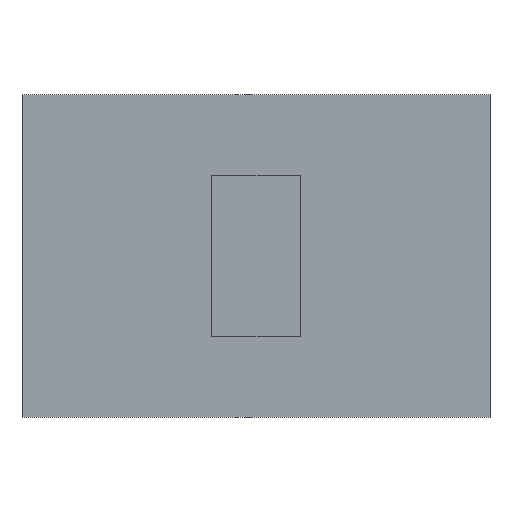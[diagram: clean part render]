
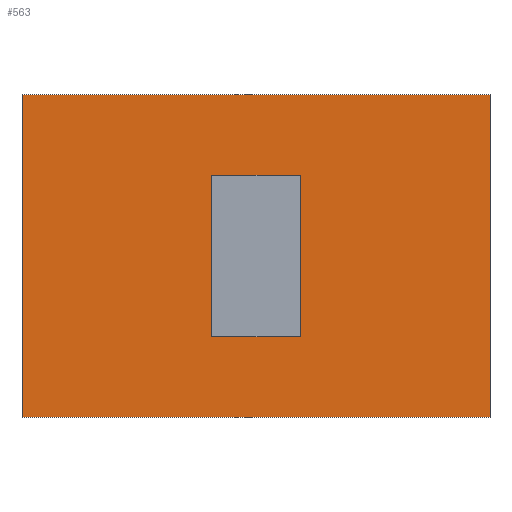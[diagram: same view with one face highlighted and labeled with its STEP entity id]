
A CAD part, front view. The second image highlights one B-rep face of the part: STEP entity #563.
In plain terms, the highlighted planar face has unit normal (0, -1, 0).
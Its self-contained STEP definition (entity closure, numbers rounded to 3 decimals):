
#35 = CARTESIAN_POINT ( 'NONE',  ( 17.25, 0., 5. ) ) ;
#65 = VECTOR ( 'NONE', #1096, 1000. ) ;
#119 = VECTOR ( 'NONE', #522, 1000. ) ;
#151 = VERTEX_POINT ( 'NONE', #982 ) ;
#158 = ORIENTED_EDGE ( 'NONE', *, *, #651, .F. ) ;
#164 = VECTOR ( 'NONE', #442, 1000. ) ;
#165 = CARTESIAN_POINT ( 'NONE',  ( 11.75, 0., 5. ) ) ;
#170 = VECTOR ( 'NONE', #627, 1000. ) ;
#202 = CARTESIAN_POINT ( 'NONE',  ( 29., 0., -10. ) ) ;
#206 = EDGE_CURVE ( 'NONE', #657, #778, #472, .T. ) ;
#224 = AXIS2_PLACEMENT_3D ( 'NONE', #456, #882, #287 ) ;
#233 = CARTESIAN_POINT ( 'NONE',  ( 0., 0., 10. ) ) ;
#248 = LINE ( 'NONE', #432, #170 ) ;
#252 = CARTESIAN_POINT ( 'NONE',  ( 17.25, 0., -5. ) ) ;
#266 = CARTESIAN_POINT ( 'NONE',  ( 11.75, 0., 5. ) ) ;
#268 = FACE_BOUND ( 'NONE', #942, .T. ) ;
#274 = PLANE ( 'NONE',  #224 ) ;
#277 = LINE ( 'NONE', #266, #849 ) ;
#283 = LINE ( 'NONE', #35, #523 ) ;
#287 = DIRECTION ( 'NONE',  ( 0., 0., 1. ) ) ;
#365 = EDGE_LOOP ( 'NONE', ( #596, #1025, #766, #549 ) ) ;
#398 = DIRECTION ( 'NONE',  ( 1., 0., 0. ) ) ;
#407 = EDGE_CURVE ( 'NONE', #455, #589, #604, .T. ) ;
#413 = VERTEX_POINT ( 'NONE', #165 ) ;
#414 = EDGE_CURVE ( 'NONE', #1042, #455, #688, .T. ) ;
#422 = CARTESIAN_POINT ( 'NONE',  ( 17.25, 0., 5. ) ) ;
#432 = CARTESIAN_POINT ( 'NONE',  ( 0., 0., 10. ) ) ;
#437 = CARTESIAN_POINT ( 'NONE',  ( 29., 0., 10. ) ) ;
#442 = DIRECTION ( 'NONE',  ( 0., 0., -1. ) ) ;
#455 = VERTEX_POINT ( 'NONE', #252 ) ;
#456 = CARTESIAN_POINT ( 'NONE',  ( 0., 0., 10. ) ) ;
#472 = LINE ( 'NONE', #749, #1035 ) ;
#490 = CARTESIAN_POINT ( 'NONE',  ( 11.75, 0., -5. ) ) ;
#513 = CARTESIAN_POINT ( 'NONE',  ( 17.25, 0., -5. ) ) ;
#522 = DIRECTION ( 'NONE',  ( 1., 0., 0. ) ) ;
#523 = VECTOR ( 'NONE', #827, 1000. ) ;
#533 = LINE ( 'NONE', #437, #164 ) ;
#535 = FACE_OUTER_BOUND ( 'NONE', #365, .T. ) ;
#549 = ORIENTED_EDGE ( 'NONE', *, *, #664, .T. ) ;
#563 = ADVANCED_FACE ( 'NONE', ( #268, #535 ), #274, .F. ) ;
#589 = VERTEX_POINT ( 'NONE', #807 ) ;
#596 = ORIENTED_EDGE ( 'NONE', *, *, #206, .T. ) ;
#604 = LINE ( 'NONE', #422, #649 ) ;
#610 = CARTESIAN_POINT ( 'NONE',  ( 0., 0., -10. ) ) ;
#627 = DIRECTION ( 'NONE',  ( 0., 0., -1. ) ) ;
#649 = VECTOR ( 'NONE', #773, 1000. ) ;
#651 = EDGE_CURVE ( 'NONE', #413, #1042, #277, .T. ) ;
#657 = VERTEX_POINT ( 'NONE', #610 ) ;
#664 = EDGE_CURVE ( 'NONE', #151, #657, #248, .T. ) ;
#686 = ORIENTED_EDGE ( 'NONE', *, *, #414, .F. ) ;
#688 = LINE ( 'NONE', #513, #119 ) ;
#690 = CARTESIAN_POINT ( 'NONE',  ( 29., 0., 10. ) ) ;
#719 = EDGE_CURVE ( 'NONE', #986, #778, #533, .T. ) ;
#749 = CARTESIAN_POINT ( 'NONE',  ( 0., 0., -10. ) ) ;
#766 = ORIENTED_EDGE ( 'NONE', *, *, #1105, .F. ) ;
#773 = DIRECTION ( 'NONE',  ( 0., 0., 1. ) ) ;
#778 = VERTEX_POINT ( 'NONE', #202 ) ;
#807 = CARTESIAN_POINT ( 'NONE',  ( 17.25, 0., 5. ) ) ;
#822 = EDGE_CURVE ( 'NONE', #589, #413, #283, .T. ) ;
#827 = DIRECTION ( 'NONE',  ( -1., 0., 0. ) ) ;
#849 = VECTOR ( 'NONE', #1139, 1000. ) ;
#881 = ORIENTED_EDGE ( 'NONE', *, *, #822, .F. ) ;
#882 = DIRECTION ( 'NONE',  ( 0., 1., 0. ) ) ;
#942 = EDGE_LOOP ( 'NONE', ( #686, #158, #881, #947 ) ) ;
#947 = ORIENTED_EDGE ( 'NONE', *, *, #407, .F. ) ;
#982 = CARTESIAN_POINT ( 'NONE',  ( 0., 0., 10. ) ) ;
#986 = VERTEX_POINT ( 'NONE', #690 ) ;
#1025 = ORIENTED_EDGE ( 'NONE', *, *, #719, .F. ) ;
#1035 = VECTOR ( 'NONE', #398, 1000. ) ;
#1042 = VERTEX_POINT ( 'NONE', #490 ) ;
#1096 = DIRECTION ( 'NONE',  ( 1., 0., 0. ) ) ;
#1105 = EDGE_CURVE ( 'NONE', #151, #986, #1107, .T. ) ;
#1107 = LINE ( 'NONE', #233, #65 ) ;
#1139 = DIRECTION ( 'NONE',  ( 0., 0., -1. ) ) ;
